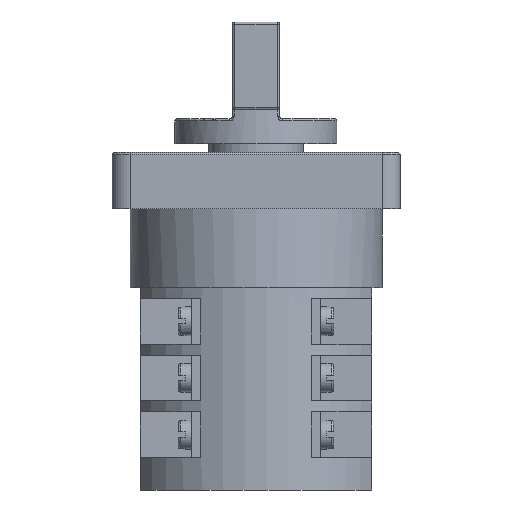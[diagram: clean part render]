
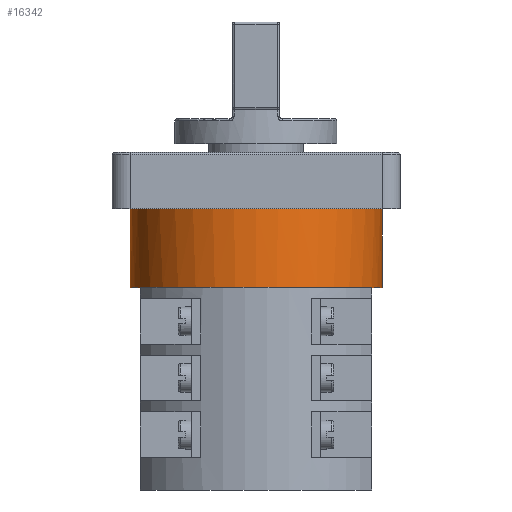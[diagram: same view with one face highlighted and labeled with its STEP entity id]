
A CAD part, front view. The second image highlights one B-rep face of the part: STEP entity #16342.
In plain terms, the highlighted cylindrical face has radius 28 mm (diameter 56 mm), a partial arc.
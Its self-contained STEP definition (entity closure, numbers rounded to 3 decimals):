
#682 = ORIENTED_EDGE ( 'NONE', *, *, #5372, .F. ) ;
#1106 = EDGE_CURVE ( 'NONE', #5167, #3915, #1107, .T. ) ;
#1107 = CIRCLE ( 'NONE', #14871, 28. ) ;
#1459 = VERTEX_POINT ( 'NONE', #7108 ) ;
#1527 = VERTEX_POINT ( 'NONE', #11442 ) ;
#1725 = DIRECTION ( 'NONE',  ( -1., 0., 0. ) ) ;
#2724 = LINE ( 'NONE', #15569, #5917 ) ;
#2755 = EDGE_CURVE ( 'NONE', #1459, #4573, #16077, .T. ) ;
#2913 = AXIS2_PLACEMENT_3D ( 'NONE', #8634, #18806, #18743 ) ;
#3310 = DIRECTION ( 'NONE',  ( 1., 0., 0. ) ) ;
#3600 = CARTESIAN_POINT ( 'NONE',  ( 28., 0., -30. ) ) ;
#3697 = DIRECTION ( 'NONE',  ( -1., 0., 0. ) ) ;
#3698 = CARTESIAN_POINT ( 'NONE',  ( 0., 0., -12.5 ) ) ;
#3787 = CIRCLE ( 'NONE', #12874, 28. ) ;
#3915 = VERTEX_POINT ( 'NONE', #10076 ) ;
#4027 = ORIENTED_EDGE ( 'NONE', *, *, #11295, .T. ) ;
#4573 = VERTEX_POINT ( 'NONE', #13427 ) ;
#4716 = VECTOR ( 'NONE', #12489, 1000. ) ;
#4717 = CARTESIAN_POINT ( 'NONE',  ( 0., 0., -30. ) ) ;
#5167 = VERTEX_POINT ( 'NONE', #6800 ) ;
#5372 = EDGE_CURVE ( 'NONE', #1459, #1527, #11722, .T. ) ;
#5917 = VECTOR ( 'NONE', #18277, 1000. ) ;
#6365 = CARTESIAN_POINT ( 'NONE',  ( 0., 0., -30. ) ) ;
#6800 = CARTESIAN_POINT ( 'NONE',  ( -25.75, -10.997, -30. ) ) ;
#6807 = DIRECTION ( 'NONE',  ( -1., 0., 0. ) ) ;
#7108 = CARTESIAN_POINT ( 'NONE',  ( 28., 0., -30. ) ) ;
#7390 = ORIENTED_EDGE ( 'NONE', *, *, #10020, .F. ) ;
#7857 = FACE_OUTER_BOUND ( 'NONE', #15509, .T. ) ;
#8185 = CARTESIAN_POINT ( 'NONE',  ( -28., 0., -12.5 ) ) ;
#8234 = AXIS2_PLACEMENT_3D ( 'NONE', #6365, #9504, #3697 ) ;
#8322 = ORIENTED_EDGE ( 'NONE', *, *, #1106, .F. ) ;
#8634 = CARTESIAN_POINT ( 'NONE',  ( 0., 0., -30. ) ) ;
#9243 = CYLINDRICAL_SURFACE ( 'NONE', #12568, 28. ) ;
#9504 = DIRECTION ( 'NONE',  ( 0., 0., -1. ) ) ;
#9535 = CIRCLE ( 'NONE', #8234, 28. ) ;
#10020 = EDGE_CURVE ( 'NONE', #1527, #5167, #9535, .T. ) ;
#10076 = CARTESIAN_POINT ( 'NONE',  ( -28., 0., -30. ) ) ;
#10506 = ORIENTED_EDGE ( 'NONE', *, *, #13665, .F. ) ;
#11242 = ORIENTED_EDGE ( 'NONE', *, *, #2755, .T. ) ;
#11295 = EDGE_CURVE ( 'NONE', #4573, #11790, #3787, .T. ) ;
#11442 = CARTESIAN_POINT ( 'NONE',  ( 25.75, -10.997, -30. ) ) ;
#11722 = CIRCLE ( 'NONE', #2913, 28. ) ;
#11790 = VERTEX_POINT ( 'NONE', #8185 ) ;
#12025 = DIRECTION ( 'NONE',  ( 0., 0., -1. ) ) ;
#12489 = DIRECTION ( 'NONE',  ( 0., 0., 1. ) ) ;
#12568 = AXIS2_PLACEMENT_3D ( 'NONE', #16457, #13609, #3310 ) ;
#12874 = AXIS2_PLACEMENT_3D ( 'NONE', #3698, #15503, #6807 ) ;
#13427 = CARTESIAN_POINT ( 'NONE',  ( 28., 0., -12.5 ) ) ;
#13609 = DIRECTION ( 'NONE',  ( 0., 0., 1. ) ) ;
#13665 = EDGE_CURVE ( 'NONE', #3915, #11790, #2724, .T. ) ;
#14871 = AXIS2_PLACEMENT_3D ( 'NONE', #4717, #12025, #1725 ) ;
#15503 = DIRECTION ( 'NONE',  ( 0., 0., -1. ) ) ;
#15509 = EDGE_LOOP ( 'NONE', ( #10506, #8322, #7390, #682, #11242, #4027 ) ) ;
#15569 = CARTESIAN_POINT ( 'NONE',  ( -28., 0., -30. ) ) ;
#16077 = LINE ( 'NONE', #3600, #4716 ) ;
#16342 = ADVANCED_FACE ( 'NONE', ( #7857 ), #9243, .T. ) ;
#16457 = CARTESIAN_POINT ( 'NONE',  ( 0., 0., -30. ) ) ;
#18277 = DIRECTION ( 'NONE',  ( 0., 0., 1. ) ) ;
#18743 = DIRECTION ( 'NONE',  ( -1., 0., 0. ) ) ;
#18806 = DIRECTION ( 'NONE',  ( 0., 0., -1. ) ) ;
